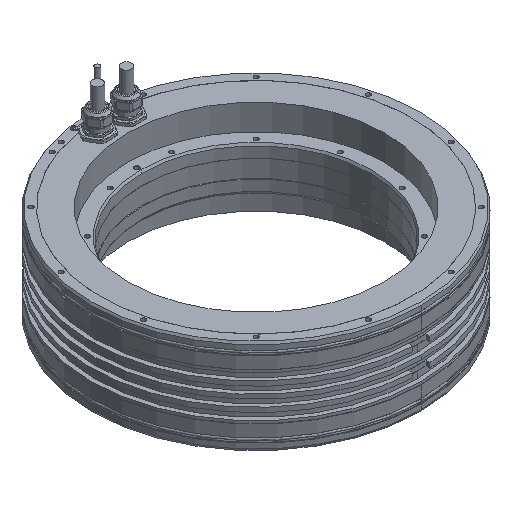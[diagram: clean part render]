
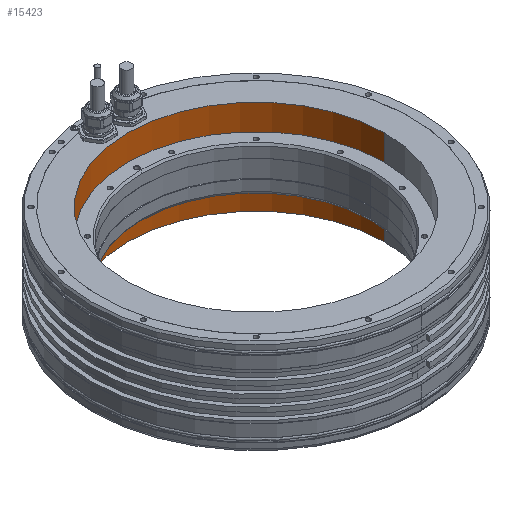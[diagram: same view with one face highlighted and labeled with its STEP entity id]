
A CAD part, isometric view. The second image highlights one B-rep face of the part: STEP entity #15423.
In plain terms, the highlighted cylindrical face has radius 149.575 mm (diameter 299.15 mm), a partial arc.
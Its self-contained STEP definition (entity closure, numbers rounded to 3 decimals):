
#280=DIRECTION('',(0.,0.,1.));
#281=VECTOR('',#280,109.7);
#282=CARTESIAN_POINT('',(149.575,0.,-109.85));
#283=LINE('',#282,#281);
#4541=CARTESIAN_POINT('',(0.,0.,-109.85));
#4542=DIRECTION('',(0.,0.,1.));
#4543=DIRECTION('',(1.,0.,0.));
#4544=AXIS2_PLACEMENT_3D('',#4541,#4542,#4543);
#4546=DIRECTION('',(0.,0.,1.));
#4547=VECTOR('',#4546,109.7);
#4548=CARTESIAN_POINT('',(-149.575,0.,-109.85));
#4549=LINE('',#4548,#4547);
#4550=CARTESIAN_POINT('',(0.,0.,-0.15));
#4551=DIRECTION('',(0.,0.,1.));
#4552=DIRECTION('',(1.,0.,0.));
#4553=AXIS2_PLACEMENT_3D('',#4550,#4551,#4552);
#5652=CARTESIAN_POINT('',(-149.575,0.,-0.15));
#5653=CARTESIAN_POINT('',(149.575,0.,-0.15));
#5654=VERTEX_POINT('',#5652);
#5655=VERTEX_POINT('',#5653);
#5664=CARTESIAN_POINT('',(-149.575,0.,-109.85));
#5665=CARTESIAN_POINT('',(149.575,0.,-109.85));
#5666=VERTEX_POINT('',#5664);
#5667=VERTEX_POINT('',#5665);
#15412=CARTESIAN_POINT('',(0.,0.,-110.));
#15413=DIRECTION('',(0.,0.,1.));
#15414=DIRECTION('',(1.,0.,0.));
#15415=AXIS2_PLACEMENT_3D('',#15412,#15413,#15414);
#15416=CYLINDRICAL_SURFACE('',#15415,149.575);
#15417=ORIENTED_EDGE('',*,*,#6831,.T.);
#15418=ORIENTED_EDGE('',*,*,#6807,.T.);
#15419=ORIENTED_EDGE('',*,*,#6785,.F.);
#15420=ORIENTED_EDGE('',*,*,#6804,.F.);
#15421=EDGE_LOOP('',(#15417,#15418,#15419,#15420));
#15422=FACE_OUTER_BOUND('',#15421,.F.);
#15423=ADVANCED_FACE('',(#15422),#15416,.F.);
#4545=CIRCLE('',#4544,149.575);
#4554=CIRCLE('',#4553,149.575);
#6785=EDGE_CURVE('',#5655,#5654,#4554,.T.);
#6804=EDGE_CURVE('',#5667,#5655,#283,.T.);
#6807=EDGE_CURVE('',#5666,#5654,#4549,.T.);
#6831=EDGE_CURVE('',#5667,#5666,#4545,.T.);
